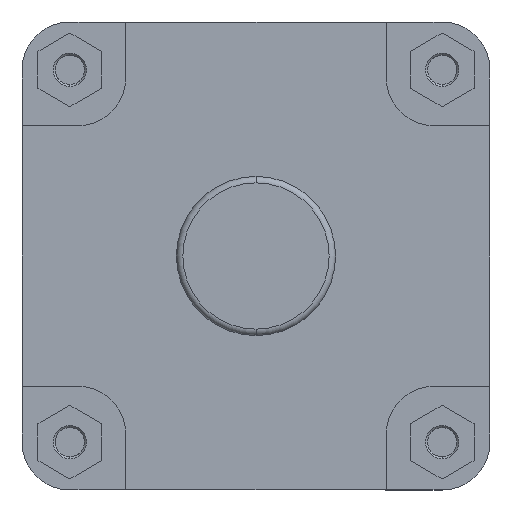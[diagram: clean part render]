
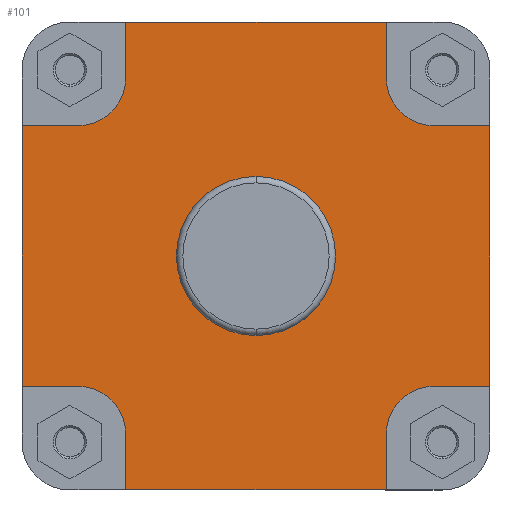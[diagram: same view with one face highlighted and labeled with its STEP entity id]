
A CAD part, left-side view. The second image highlights one B-rep face of the part: STEP entity #101.
In plain terms, the highlighted planar face has unit normal (-1, 0, 0).
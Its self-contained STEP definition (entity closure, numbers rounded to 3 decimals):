
#101 = ADVANCED_FACE ( 'NONE', ( #6427, #6430 ), #2796, .F. ) ;
#507 = EDGE_CURVE ( 'NONE', #5470, #5154, #4207, .T. ) ;
#551 = EDGE_CURVE ( 'NONE', #5695, #5696, #4286, .T. ) ;
#552 = EDGE_CURVE ( 'NONE', #5520, #5695, #4285, .T. ) ;
#553 = EDGE_CURVE ( 'NONE', #5697, #5618, #4281, .T. ) ;
#554 = EDGE_CURVE ( 'NONE', #5696, #5618, #4279, .T. ) ;
#555 = EDGE_CURVE ( 'NONE', #5520, #5518, #4283, .T. ) ;
#556 = EDGE_CURVE ( 'NONE', #5519, #5518, #4291, .T. ) ;
#557 = EDGE_CURVE ( 'NONE', #5516, #5519, #4296, .T. ) ;
#558 = EDGE_CURVE ( 'NONE', #5525, #5516, #4295, .T. ) ;
#559 = EDGE_CURVE ( 'NONE', #5523, #5525, #4294, .T. ) ;
#560 = EDGE_CURVE ( 'NONE', #5538, #5523, #4293, .T. ) ;
#561 = EDGE_CURVE ( 'NONE', #5539, #5538, #4303, .T. ) ;
#562 = EDGE_CURVE ( 'NONE', #5692, #5539, #4302, .T. ) ;
#563 = EDGE_CURVE ( 'NONE', #5521, #5692, #4301, .T. ) ;
#564 = EDGE_CURVE ( 'NONE', #5610, #5521, #4306, .T. ) ;
#565 = EDGE_CURVE ( 'NONE', #5677, #5610, #4311, .T. ) ;
#566 = EDGE_CURVE ( 'NONE', #5697, #5677, #4310, .T. ) ;
#951 = EDGE_CURVE ( 'NONE', #5154, #5470, #4957, .T. ) ;
#1063 = AXIS2_PLACEMENT_3D ( 'NONE', #2795, #2797, #2798 ) ;
#2184 = CARTESIAN_POINT ( 'NONE',  ( 65., 0., 0. ) ) ;
#2195 = DIRECTION ( 'NONE',  ( -1., 0., 0. ) ) ;
#2196 = DIRECTION ( 'NONE',  ( 0., 0., 1. ) ) ;
#2306 = CARTESIAN_POINT ( 'NONE',  ( 65., 0., -37.4 ) ) ;
#2394 = CARTESIAN_POINT ( 'NONE',  ( 65., 0., 37.4 ) ) ;
#2424 = CARTESIAN_POINT ( 'NONE',  ( 65., -61.25, 83.75 ) ) ;
#2425 = CARTESIAN_POINT ( 'NONE',  ( 65., -110., 61.25 ) ) ;
#2426 = CARTESIAN_POINT ( 'NONE',  ( 65., -83.75, 61.25 ) ) ;
#2427 = CARTESIAN_POINT ( 'NONE',  ( 65., -110., -61.25 ) ) ;
#2428 = CARTESIAN_POINT ( 'NONE',  ( 65., 110., -61.25 ) ) ;
#2430 = CARTESIAN_POINT ( 'NONE',  ( 65., 61.25, 110. ) ) ;
#2432 = CARTESIAN_POINT ( 'NONE',  ( 65., -61.25, 110. ) ) ;
#2440 = CARTESIAN_POINT ( 'NONE',  ( 65., 61.25, 83.75 ) ) ;
#2441 = CARTESIAN_POINT ( 'NONE',  ( 65., 83.75, 61.25 ) ) ;
#2486 = CARTESIAN_POINT ( 'NONE',  ( 65., 83.75, -61.25 ) ) ;
#2491 = CARTESIAN_POINT ( 'NONE',  ( 65., -61.25, -110. ) ) ;
#2532 = CARTESIAN_POINT ( 'NONE',  ( 65., 61.25, -83.75 ) ) ;
#2545 = CARTESIAN_POINT ( 'NONE',  ( 65., 110., 61.25 ) ) ;
#2547 = CARTESIAN_POINT ( 'NONE',  ( 65., -83.75, -61.25 ) ) ;
#2548 = CARTESIAN_POINT ( 'NONE',  ( 65., -61.25, -83.75 ) ) ;
#2549 = CARTESIAN_POINT ( 'NONE',  ( 65., 61.25, -110. ) ) ;
#2795 = CARTESIAN_POINT ( 'NONE',  ( 65., 37.4, 0. ) ) ;
#2796 = PLANE ( 'NONE',  #1063 ) ;
#2797 = DIRECTION ( 'NONE',  ( 1., 0., 0. ) ) ;
#2798 = DIRECTION ( 'NONE',  ( 0., 0., -1. ) ) ;
#3522 = CARTESIAN_POINT ( 'NONE',  ( 65., 0., 0. ) ) ;
#3531 = DIRECTION ( 'NONE',  ( -1., 0., 0. ) ) ;
#3532 = DIRECTION ( 'NONE',  ( 0., 0., 1. ) ) ;
#3621 = CARTESIAN_POINT ( 'NONE',  ( 65., -83.75, -83.75 ) ) ;
#3625 = CARTESIAN_POINT ( 'NONE',  ( 65., -110., -61.25 ) ) ;
#3628 = DIRECTION ( 'NONE',  ( -1., 0., 0. ) ) ;
#3629 = DIRECTION ( 'NONE',  ( 0., 0., -1. ) ) ;
#3630 = CARTESIAN_POINT ( 'NONE',  ( 65., -242.141, -110. ) ) ;
#3631 = DIRECTION ( 'NONE',  ( 0., 1., 0. ) ) ;
#3632 = CARTESIAN_POINT ( 'NONE',  ( 65., -61.25, -83.75 ) ) ;
#3633 = DIRECTION ( 'NONE',  ( 0., -1., 0. ) ) ;
#3634 = CARTESIAN_POINT ( 'NONE',  ( 65., -110., 0. ) ) ;
#3635 = DIRECTION ( 'NONE',  ( 0., 0., -1. ) ) ;
#3636 = DIRECTION ( 'NONE',  ( 0., 0., 1. ) ) ;
#3637 = CARTESIAN_POINT ( 'NONE',  ( 65., -61.25, 110. ) ) ;
#3638 = CARTESIAN_POINT ( 'NONE',  ( 65., -83.75, 61.25 ) ) ;
#3639 = DIRECTION ( 'NONE',  ( 0., -1., 0. ) ) ;
#3640 = CARTESIAN_POINT ( 'NONE',  ( 65., -83.75, 83.75 ) ) ;
#3641 = DIRECTION ( 'NONE',  ( -1., 0., 0. ) ) ;
#3642 = DIRECTION ( 'NONE',  ( 0., 0., -1. ) ) ;
#3643 = CARTESIAN_POINT ( 'NONE',  ( 65., -242.141, 110. ) ) ;
#3644 = DIRECTION ( 'NONE',  ( 0., 0., -1. ) ) ;
#3645 = CARTESIAN_POINT ( 'NONE',  ( 65., 61.25, 83.75 ) ) ;
#3646 = DIRECTION ( 'NONE',  ( 0., -1., 0. ) ) ;
#3647 = CARTESIAN_POINT ( 'NONE',  ( 65., 110., 61.25 ) ) ;
#3648 = DIRECTION ( 'NONE',  ( 0., 0., 1. ) ) ;
#3649 = CARTESIAN_POINT ( 'NONE',  ( 65., 83.75, 83.75 ) ) ;
#3650 = DIRECTION ( 'NONE',  ( -1., 0., 0. ) ) ;
#3651 = DIRECTION ( 'NONE',  ( 0., 0., -1. ) ) ;
#3652 = CARTESIAN_POINT ( 'NONE',  ( 65., 110., 0. ) ) ;
#3653 = DIRECTION ( 'NONE',  ( 0., -1., 0. ) ) ;
#3654 = DIRECTION ( 'NONE',  ( 0., 0., 1. ) ) ;
#3655 = CARTESIAN_POINT ( 'NONE',  ( 65., 61.25, -110. ) ) ;
#3656 = CARTESIAN_POINT ( 'NONE',  ( 65., 83.75, -61.25 ) ) ;
#3657 = DIRECTION ( 'NONE',  ( 0., 1., 0. ) ) ;
#3658 = CARTESIAN_POINT ( 'NONE',  ( 65., 83.75, -83.75 ) ) ;
#3659 = DIRECTION ( 'NONE',  ( -1., 0., 0. ) ) ;
#3660 = DIRECTION ( 'NONE',  ( 0., 0., -1. ) ) ;
#3663 = DIRECTION ( 'NONE',  ( 0., 0., 1. ) ) ;
#3993 = AXIS2_PLACEMENT_3D ( 'NONE', #3522, #3531, #3532 ) ;
#3997 = AXIS2_PLACEMENT_3D ( 'NONE', #3621, #3628, #3629 ) ;
#4001 = AXIS2_PLACEMENT_3D ( 'NONE', #3649, #3650, #3651 ) ;
#4002 = AXIS2_PLACEMENT_3D ( 'NONE', #3640, #3641, #3642 ) ;
#4005 = AXIS2_PLACEMENT_3D ( 'NONE', #3658, #3659, #3660 ) ;
#4129 = AXIS2_PLACEMENT_3D ( 'NONE', #2184, #2195, #2196 ) ;
#4207 = CIRCLE ( 'NONE', #3993, 37.4 ) ;
#4279 = LINE ( 'NONE', #3632, #4288 ) ;
#4281 = LINE ( 'NONE', #3630, #4287 ) ;
#4282 = VECTOR ( 'NONE', #3631, 1000. ) ;
#4283 = LINE ( 'NONE', #3634, #4289 ) ;
#4285 = LINE ( 'NONE', #3625, #4282 ) ;
#4286 = CIRCLE ( 'NONE', #3997, 22.5 ) ;
#4287 = VECTOR ( 'NONE', #3633, 1000. ) ;
#4288 = VECTOR ( 'NONE', #3635, 1000. ) ;
#4289 = VECTOR ( 'NONE', #3636, 1000. ) ;
#4290 = VECTOR ( 'NONE', #3644, 1000. ) ;
#4291 = LINE ( 'NONE', #3638, #4292 ) ;
#4292 = VECTOR ( 'NONE', #3639, 1000. ) ;
#4293 = LINE ( 'NONE', #3645, #4299 ) ;
#4294 = LINE ( 'NONE', #3643, #4297 ) ;
#4295 = LINE ( 'NONE', #3637, #4290 ) ;
#4296 = CIRCLE ( 'NONE', #4002, 22.5 ) ;
#4297 = VECTOR ( 'NONE', #3646, 1000. ) ;
#4299 = VECTOR ( 'NONE', #3648, 1000. ) ;
#4300 = VECTOR ( 'NONE', #3653, 1000. ) ;
#4301 = LINE ( 'NONE', #3652, #4304 ) ;
#4302 = LINE ( 'NONE', #3647, #4300 ) ;
#4303 = CIRCLE ( 'NONE', #4001, 22.5 ) ;
#4304 = VECTOR ( 'NONE', #3654, 1000. ) ;
#4305 = VECTOR ( 'NONE', #3663, 1000. ) ;
#4306 = LINE ( 'NONE', #3656, #4307 ) ;
#4307 = VECTOR ( 'NONE', #3657, 1000. ) ;
#4310 = LINE ( 'NONE', #3655, #4305 ) ;
#4311 = CIRCLE ( 'NONE', #4005, 22.5 ) ;
#4957 = CIRCLE ( 'NONE', #4129, 37.4 ) ;
#5154 = VERTEX_POINT ( 'NONE', #2306 ) ;
#5470 = VERTEX_POINT ( 'NONE', #2394 ) ;
#5516 = VERTEX_POINT ( 'NONE', #2424 ) ;
#5518 = VERTEX_POINT ( 'NONE', #2425 ) ;
#5519 = VERTEX_POINT ( 'NONE', #2426 ) ;
#5520 = VERTEX_POINT ( 'NONE', #2427 ) ;
#5521 = VERTEX_POINT ( 'NONE', #2428 ) ;
#5523 = VERTEX_POINT ( 'NONE', #2430 ) ;
#5525 = VERTEX_POINT ( 'NONE', #2432 ) ;
#5538 = VERTEX_POINT ( 'NONE', #2440 ) ;
#5539 = VERTEX_POINT ( 'NONE', #2441 ) ;
#5610 = VERTEX_POINT ( 'NONE', #2486 ) ;
#5618 = VERTEX_POINT ( 'NONE', #2491 ) ;
#5677 = VERTEX_POINT ( 'NONE', #2532 ) ;
#5692 = VERTEX_POINT ( 'NONE', #2545 ) ;
#5695 = VERTEX_POINT ( 'NONE', #2547 ) ;
#5696 = VERTEX_POINT ( 'NONE', #2548 ) ;
#5697 = VERTEX_POINT ( 'NONE', #2549 ) ;
#5753 = ORIENTED_EDGE ( 'NONE', *, *, #566, .F. ) ;
#5754 = ORIENTED_EDGE ( 'NONE', *, *, #565, .F. ) ;
#5756 = ORIENTED_EDGE ( 'NONE', *, *, #564, .F. ) ;
#5757 = ORIENTED_EDGE ( 'NONE', *, *, #563, .F. ) ;
#5758 = ORIENTED_EDGE ( 'NONE', *, *, #562, .F. ) ;
#5759 = ORIENTED_EDGE ( 'NONE', *, *, #561, .F. ) ;
#5760 = ORIENTED_EDGE ( 'NONE', *, *, #560, .F. ) ;
#5761 = ORIENTED_EDGE ( 'NONE', *, *, #559, .F. ) ;
#5762 = ORIENTED_EDGE ( 'NONE', *, *, #558, .F. ) ;
#5805 = ORIENTED_EDGE ( 'NONE', *, *, #557, .F. ) ;
#5807 = ORIENTED_EDGE ( 'NONE', *, *, #556, .F. ) ;
#5808 = ORIENTED_EDGE ( 'NONE', *, *, #555, .T. ) ;
#5809 = ORIENTED_EDGE ( 'NONE', *, *, #552, .F. ) ;
#5810 = ORIENTED_EDGE ( 'NONE', *, *, #551, .F. ) ;
#5811 = ORIENTED_EDGE ( 'NONE', *, *, #554, .F. ) ;
#5813 = ORIENTED_EDGE ( 'NONE', *, *, #553, .T. ) ;
#5814 = ORIENTED_EDGE ( 'NONE', *, *, #951, .F. ) ;
#5815 = ORIENTED_EDGE ( 'NONE', *, *, #507, .F. ) ;
#6126 = EDGE_LOOP ( 'NONE', ( #5813, #5811, #5810, #5809, #5808, #5807, #5805, #5762, #5761, #5760, #5759, #5758, #5757, #5756, #5754, #5753 ) ) ;
#6186 = EDGE_LOOP ( 'NONE', ( #5815, #5814 ) ) ;
#6427 = FACE_BOUND ( 'NONE', #6186, .T. ) ;
#6430 = FACE_OUTER_BOUND ( 'NONE', #6126, .T. ) ;
